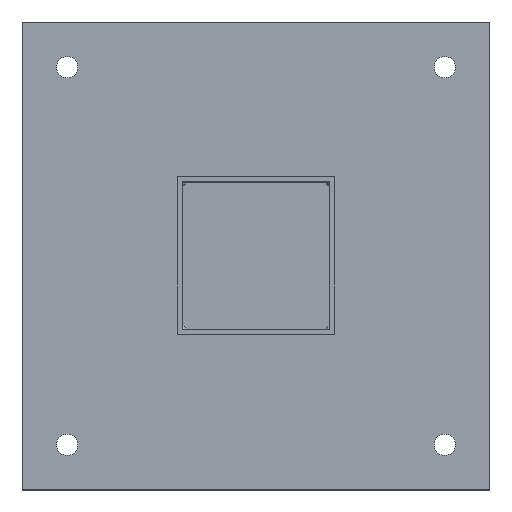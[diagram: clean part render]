
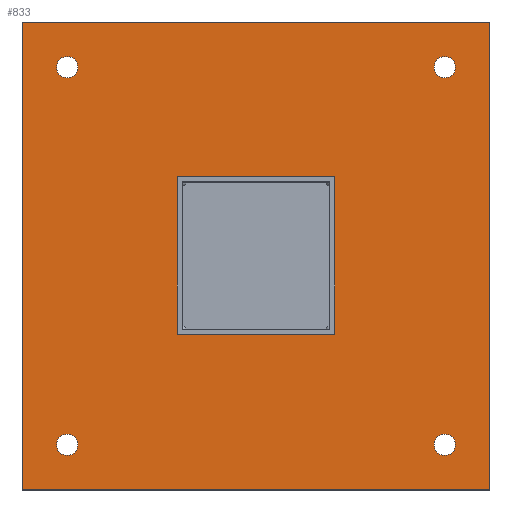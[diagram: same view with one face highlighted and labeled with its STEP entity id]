
A CAD part, top view. The second image highlights one B-rep face of the part: STEP entity #833.
In plain terms, the highlighted planar face has unit normal (0, 0, 1).
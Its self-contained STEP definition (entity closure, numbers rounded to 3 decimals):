
#48=FACE_BOUND('',#185,.T.);
#49=FACE_BOUND('',#186,.T.);
#50=FACE_BOUND('',#187,.T.);
#51=FACE_BOUND('',#188,.T.);
#52=FACE_BOUND('',#189,.T.);
#67=PLANE('',#949);
#111=FACE_OUTER_BOUND('',#184,.T.);
#184=EDGE_LOOP('',(#739,#740,#741,#742));
#185=EDGE_LOOP('',(#743,#744));
#186=EDGE_LOOP('',(#745,#746));
#187=EDGE_LOOP('',(#747,#748));
#188=EDGE_LOOP('',(#749,#750));
#189=EDGE_LOOP('',(#751,#752,#753,#754));
#231=LINE('',#1386,#287);
#235=LINE('',#1394,#291);
#238=LINE('',#1400,#294);
#241=LINE('',#1405,#297);
#243=LINE('',#1411,#299);
#244=LINE('',#1413,#300);
#245=LINE('',#1415,#301);
#246=LINE('',#1416,#302);
#287=VECTOR('',#1161,10.);
#291=VECTOR('',#1167,10.);
#294=VECTOR('',#1172,10.);
#297=VECTOR('',#1177,10.);
#299=VECTOR('',#1183,10.);
#300=VECTOR('',#1184,10.);
#301=VECTOR('',#1185,10.);
#302=VECTOR('',#1186,10.);
#343=CIRCLE('',#908,6.5);
#344=CIRCLE('',#909,6.5);
#346=CIRCLE('',#912,6.5);
#347=CIRCLE('',#913,6.5);
#349=CIRCLE('',#916,6.5);
#350=CIRCLE('',#917,6.5);
#352=CIRCLE('',#920,6.5);
#353=CIRCLE('',#921,6.5);
#399=VERTEX_POINT('',#1303);
#400=VERTEX_POINT('',#1304);
#402=VERTEX_POINT('',#1311);
#403=VERTEX_POINT('',#1312);
#405=VERTEX_POINT('',#1319);
#406=VERTEX_POINT('',#1320);
#408=VERTEX_POINT('',#1327);
#409=VERTEX_POINT('',#1328);
#427=VERTEX_POINT('',#1384);
#428=VERTEX_POINT('',#1385);
#431=VERTEX_POINT('',#1393);
#433=VERTEX_POINT('',#1399);
#435=VERTEX_POINT('',#1409);
#436=VERTEX_POINT('',#1410);
#437=VERTEX_POINT('',#1412);
#438=VERTEX_POINT('',#1414);
#491=EDGE_CURVE('',#399,#400,#343,.T.);
#492=EDGE_CURVE('',#400,#399,#344,.T.);
#495=EDGE_CURVE('',#402,#403,#346,.T.);
#496=EDGE_CURVE('',#403,#402,#347,.T.);
#499=EDGE_CURVE('',#405,#406,#349,.T.);
#500=EDGE_CURVE('',#406,#405,#350,.T.);
#503=EDGE_CURVE('',#408,#409,#352,.T.);
#504=EDGE_CURVE('',#409,#408,#353,.T.);
#531=EDGE_CURVE('',#427,#428,#231,.T.);
#535=EDGE_CURVE('',#428,#431,#235,.T.);
#538=EDGE_CURVE('',#431,#433,#238,.T.);
#541=EDGE_CURVE('',#433,#427,#241,.T.);
#543=EDGE_CURVE('',#435,#436,#243,.T.);
#544=EDGE_CURVE('',#436,#437,#244,.T.);
#545=EDGE_CURVE('',#437,#438,#245,.T.);
#546=EDGE_CURVE('',#438,#435,#246,.T.);
#739=ORIENTED_EDGE('',*,*,#543,.T.);
#740=ORIENTED_EDGE('',*,*,#544,.T.);
#741=ORIENTED_EDGE('',*,*,#545,.T.);
#742=ORIENTED_EDGE('',*,*,#546,.T.);
#743=ORIENTED_EDGE('',*,*,#491,.T.);
#744=ORIENTED_EDGE('',*,*,#492,.T.);
#745=ORIENTED_EDGE('',*,*,#495,.T.);
#746=ORIENTED_EDGE('',*,*,#496,.T.);
#747=ORIENTED_EDGE('',*,*,#499,.T.);
#748=ORIENTED_EDGE('',*,*,#500,.T.);
#749=ORIENTED_EDGE('',*,*,#503,.T.);
#750=ORIENTED_EDGE('',*,*,#504,.T.);
#751=ORIENTED_EDGE('',*,*,#531,.T.);
#752=ORIENTED_EDGE('',*,*,#535,.T.);
#753=ORIENTED_EDGE('',*,*,#538,.T.);
#754=ORIENTED_EDGE('',*,*,#541,.T.);
#833=ADVANCED_FACE('',(#111,#48,#49,#50,#51,#52),#67,.T.);
#908=AXIS2_PLACEMENT_3D('',#1305,#1071,#1072);
#909=AXIS2_PLACEMENT_3D('',#1306,#1073,#1074);
#912=AXIS2_PLACEMENT_3D('',#1313,#1080,#1081);
#913=AXIS2_PLACEMENT_3D('',#1314,#1082,#1083);
#916=AXIS2_PLACEMENT_3D('',#1321,#1089,#1090);
#917=AXIS2_PLACEMENT_3D('',#1322,#1091,#1092);
#920=AXIS2_PLACEMENT_3D('',#1329,#1098,#1099);
#921=AXIS2_PLACEMENT_3D('',#1330,#1100,#1101);
#949=AXIS2_PLACEMENT_3D('',#1408,#1181,#1182);
#1071=DIRECTION('center_axis',(0.,0.,-1.));
#1072=DIRECTION('ref_axis',(1.,0.,0.));
#1073=DIRECTION('center_axis',(0.,0.,-1.));
#1074=DIRECTION('ref_axis',(1.,0.,0.));
#1080=DIRECTION('center_axis',(0.,0.,-1.));
#1081=DIRECTION('ref_axis',(1.,0.,0.));
#1082=DIRECTION('center_axis',(0.,0.,-1.));
#1083=DIRECTION('ref_axis',(1.,0.,0.));
#1089=DIRECTION('center_axis',(0.,0.,-1.));
#1090=DIRECTION('ref_axis',(1.,0.,0.));
#1091=DIRECTION('center_axis',(0.,0.,-1.));
#1092=DIRECTION('ref_axis',(1.,0.,0.));
#1098=DIRECTION('center_axis',(0.,0.,-1.));
#1099=DIRECTION('ref_axis',(1.,0.,0.));
#1100=DIRECTION('center_axis',(0.,0.,-1.));
#1101=DIRECTION('ref_axis',(1.,0.,0.));
#1161=DIRECTION('',(0.,1.,0.));
#1167=DIRECTION('',(1.,0.,0.));
#1172=DIRECTION('',(0.,-1.,0.));
#1177=DIRECTION('',(-1.,0.,0.));
#1181=DIRECTION('center_axis',(0.,0.,1.));
#1182=DIRECTION('ref_axis',(1.,0.,0.));
#1183=DIRECTION('',(1.,0.,0.));
#1184=DIRECTION('',(0.,1.,0.));
#1185=DIRECTION('',(-1.,0.,0.));
#1186=DIRECTION('',(0.,-1.,0.));
#1303=CARTESIAN_POINT('',(121.5,115.,4.));
#1304=CARTESIAN_POINT('',(108.5,115.,4.));
#1305=CARTESIAN_POINT('Origin',(115.,115.,4.));
#1306=CARTESIAN_POINT('Origin',(115.,115.,4.));
#1311=CARTESIAN_POINT('',(-108.5,-115.,4.));
#1312=CARTESIAN_POINT('',(-121.5,-115.,4.));
#1313=CARTESIAN_POINT('Origin',(-115.,-115.,4.));
#1314=CARTESIAN_POINT('Origin',(-115.,-115.,4.));
#1319=CARTESIAN_POINT('',(121.5,-115.,4.));
#1320=CARTESIAN_POINT('',(108.5,-115.,4.));
#1321=CARTESIAN_POINT('Origin',(115.,-115.,4.));
#1322=CARTESIAN_POINT('Origin',(115.,-115.,4.));
#1327=CARTESIAN_POINT('',(-108.5,115.,4.));
#1328=CARTESIAN_POINT('',(-121.5,115.,4.));
#1329=CARTESIAN_POINT('Origin',(-115.,115.,4.));
#1330=CARTESIAN_POINT('Origin',(-115.,115.,4.));
#1384=CARTESIAN_POINT('',(-48.,-48.,4.));
#1385=CARTESIAN_POINT('',(-48.,48.,4.));
#1386=CARTESIAN_POINT('',(-48.,24.,4.));
#1393=CARTESIAN_POINT('',(48.,48.,4.));
#1394=CARTESIAN_POINT('',(24.,48.,4.));
#1399=CARTESIAN_POINT('',(48.,-48.,4.));
#1400=CARTESIAN_POINT('',(48.,-24.,4.));
#1405=CARTESIAN_POINT('',(-24.,-48.,4.));
#1408=CARTESIAN_POINT('Origin',(0.,0.,4.));
#1409=CARTESIAN_POINT('',(-142.5,-142.5,4.));
#1410=CARTESIAN_POINT('',(142.5,-142.5,4.));
#1411=CARTESIAN_POINT('',(142.5,-142.5,4.));
#1412=CARTESIAN_POINT('',(142.5,142.5,4.));
#1413=CARTESIAN_POINT('',(142.5,142.5,4.));
#1414=CARTESIAN_POINT('',(-142.5,142.5,4.));
#1415=CARTESIAN_POINT('',(-142.5,142.5,4.));
#1416=CARTESIAN_POINT('',(-142.5,-142.5,4.));
